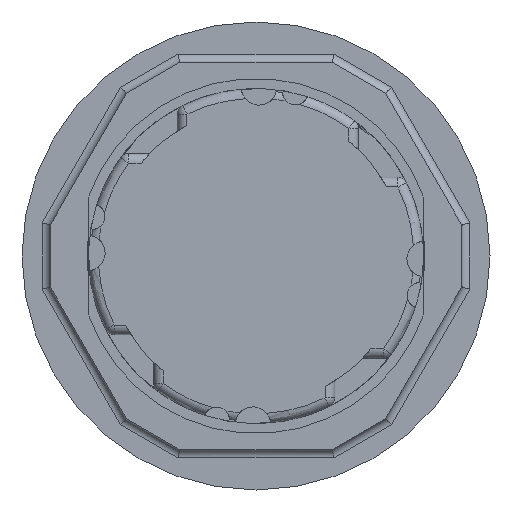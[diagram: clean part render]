
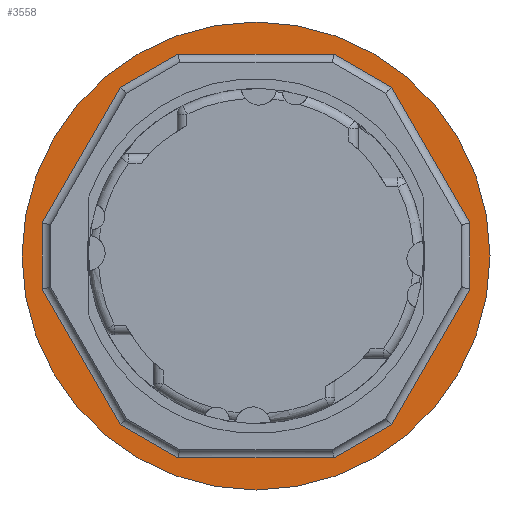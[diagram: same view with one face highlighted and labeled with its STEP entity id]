
A CAD part, front view. The second image highlights one B-rep face of the part: STEP entity #3558.
In plain terms, the highlighted planar face has unit normal (0, -1, 0).
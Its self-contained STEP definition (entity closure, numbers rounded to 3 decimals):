
#63=FACE_BOUND('',#424,.T.);
#94=PLANE('',#3907);
#215=FACE_OUTER_BOUND('',#423,.T.);
#423=EDGE_LOOP('',(#2636,#2637));
#424=EDGE_LOOP('',(#2638,#2639,#2640,#2641,#2642,#2643,#2644,#2645,#2646,
#2647,#2648,#2649));
#705=CIRCLE('',#3908,14.5);
#706=CIRCLE('',#3909,14.5);
#967=LINE('',#5902,#1208);
#969=LINE('',#5909,#1210);
#971=LINE('',#5915,#1212);
#973=LINE('',#5921,#1214);
#975=LINE('',#5927,#1216);
#977=LINE('',#5933,#1218);
#979=LINE('',#5939,#1220);
#981=LINE('',#5945,#1222);
#983=LINE('',#5951,#1224);
#985=LINE('',#5957,#1226);
#987=LINE('',#5963,#1228);
#989=LINE('',#5966,#1230);
#1208=VECTOR('',#4584,10.);
#1210=VECTOR('',#4592,10.);
#1212=VECTOR('',#4598,10.);
#1214=VECTOR('',#4604,10.);
#1216=VECTOR('',#4610,10.);
#1218=VECTOR('',#4616,10.);
#1220=VECTOR('',#4622,10.);
#1222=VECTOR('',#4628,10.);
#1224=VECTOR('',#4634,10.);
#1226=VECTOR('',#4640,10.);
#1228=VECTOR('',#4646,10.);
#1230=VECTOR('',#4650,10.);
#1533=VERTEX_POINT('',#5899);
#1534=VERTEX_POINT('',#5901);
#1536=VERTEX_POINT('',#5907);
#1538=VERTEX_POINT('',#5913);
#1540=VERTEX_POINT('',#5919);
#1542=VERTEX_POINT('',#5925);
#1544=VERTEX_POINT('',#5931);
#1546=VERTEX_POINT('',#5937);
#1548=VERTEX_POINT('',#5943);
#1550=VERTEX_POINT('',#5949);
#1552=VERTEX_POINT('',#5955);
#1554=VERTEX_POINT('',#5961);
#1555=VERTEX_POINT('',#5981);
#1556=VERTEX_POINT('',#5982);
#1936=EDGE_CURVE('',#1533,#1534,#967,.T.);
#1940=EDGE_CURVE('',#1536,#1533,#969,.T.);
#1943=EDGE_CURVE('',#1538,#1536,#971,.T.);
#1946=EDGE_CURVE('',#1540,#1538,#973,.T.);
#1949=EDGE_CURVE('',#1542,#1540,#975,.T.);
#1952=EDGE_CURVE('',#1544,#1542,#977,.T.);
#1955=EDGE_CURVE('',#1546,#1544,#979,.T.);
#1958=EDGE_CURVE('',#1548,#1546,#981,.T.);
#1961=EDGE_CURVE('',#1550,#1548,#983,.T.);
#1964=EDGE_CURVE('',#1552,#1550,#985,.T.);
#1967=EDGE_CURVE('',#1554,#1552,#987,.T.);
#1969=EDGE_CURVE('',#1534,#1554,#989,.T.);
#1977=EDGE_CURVE('',#1555,#1556,#705,.T.);
#1978=EDGE_CURVE('',#1556,#1555,#706,.T.);
#2636=ORIENTED_EDGE('',*,*,#1977,.T.);
#2637=ORIENTED_EDGE('',*,*,#1978,.T.);
#2638=ORIENTED_EDGE('',*,*,#1936,.F.);
#2639=ORIENTED_EDGE('',*,*,#1940,.F.);
#2640=ORIENTED_EDGE('',*,*,#1943,.F.);
#2641=ORIENTED_EDGE('',*,*,#1946,.F.);
#2642=ORIENTED_EDGE('',*,*,#1949,.F.);
#2643=ORIENTED_EDGE('',*,*,#1952,.F.);
#2644=ORIENTED_EDGE('',*,*,#1955,.F.);
#2645=ORIENTED_EDGE('',*,*,#1958,.F.);
#2646=ORIENTED_EDGE('',*,*,#1961,.F.);
#2647=ORIENTED_EDGE('',*,*,#1964,.F.);
#2648=ORIENTED_EDGE('',*,*,#1967,.F.);
#2649=ORIENTED_EDGE('',*,*,#1969,.F.);
#3558=ADVANCED_FACE('',(#215,#63),#94,.T.);
#3907=AXIS2_PLACEMENT_3D('',#5980,#4670,#4671);
#3908=AXIS2_PLACEMENT_3D('',#5983,#4672,#4673);
#3909=AXIS2_PLACEMENT_3D('',#5984,#4674,#4675);
#4584=DIRECTION('',(1.,0.,0.));
#4592=DIRECTION('',(0.866,0.,-0.5));
#4598=DIRECTION('',(0.5,0.,-0.866));
#4604=DIRECTION('',(0.,0.,-1.));
#4610=DIRECTION('',(-0.5,0.,-0.866));
#4616=DIRECTION('',(-0.866,0.,-0.5));
#4622=DIRECTION('',(-1.,0.,0.));
#4628=DIRECTION('',(-0.866,0.,0.5));
#4634=DIRECTION('',(-0.5,0.,0.866));
#4640=DIRECTION('',(0.,0.,1.));
#4646=DIRECTION('',(0.5,0.,0.866));
#4650=DIRECTION('',(0.866,0.,0.5));
#4670=DIRECTION('center_axis',(0.,-1.,0.));
#4671=DIRECTION('ref_axis',(-1.,0.,0.));
#4672=DIRECTION('center_axis',(0.,-1.,0.));
#4673=DIRECTION('ref_axis',(0.,0.,-1.));
#4674=DIRECTION('center_axis',(0.,-1.,0.));
#4675=DIRECTION('ref_axis',(0.,0.,-1.));
#5899=CARTESIAN_POINT('',(-4.849,6.75,-12.5));
#5901=CARTESIAN_POINT('',(4.849,6.75,-12.5));
#5902=CARTESIAN_POINT('',(2.358,6.75,-12.5));
#5907=CARTESIAN_POINT('',(-8.401,6.75,-10.45));
#5909=CARTESIAN_POINT('',(-4.226,6.75,-12.86));
#5913=CARTESIAN_POINT('',(-13.25,6.75,-2.05));
#5915=CARTESIAN_POINT('',(-8.077,6.75,-11.011));
#5919=CARTESIAN_POINT('',(-13.25,6.75,2.05));
#5921=CARTESIAN_POINT('',(-13.25,6.75,-4.583));
#5925=CARTESIAN_POINT('',(-8.401,6.75,10.45));
#5927=CARTESIAN_POINT('',(-13.574,6.75,1.489));
#5931=CARTESIAN_POINT('',(-4.849,6.75,12.5));
#5933=CARTESIAN_POINT('',(-9.024,6.75,10.089));
#5937=CARTESIAN_POINT('',(4.849,6.75,12.5));
#5939=CARTESIAN_POINT('',(-2.358,6.75,12.5));
#5943=CARTESIAN_POINT('',(8.401,6.75,10.45));
#5945=CARTESIAN_POINT('',(7.365,6.75,11.048));
#5949=CARTESIAN_POINT('',(13.25,6.75,2.05));
#5951=CARTESIAN_POINT('',(11.216,6.75,5.573));
#5955=CARTESIAN_POINT('',(13.25,6.75,-2.05));
#5957=CARTESIAN_POINT('',(13.25,6.75,-2.667));
#5961=CARTESIAN_POINT('',(8.401,6.75,-10.45));
#5963=CARTESIAN_POINT('',(10.434,6.75,-6.927));
#5966=CARTESIAN_POINT('',(5.885,6.75,-11.902));
#5980=CARTESIAN_POINT('Origin',(0.,6.75,-7.25));
#5981=CARTESIAN_POINT('',(0.,6.75,-14.5));
#5982=CARTESIAN_POINT('',(0.,6.75,14.5));
#5983=CARTESIAN_POINT('Origin',(0.,6.75,0.));
#5984=CARTESIAN_POINT('Origin',(0.,6.75,0.));
